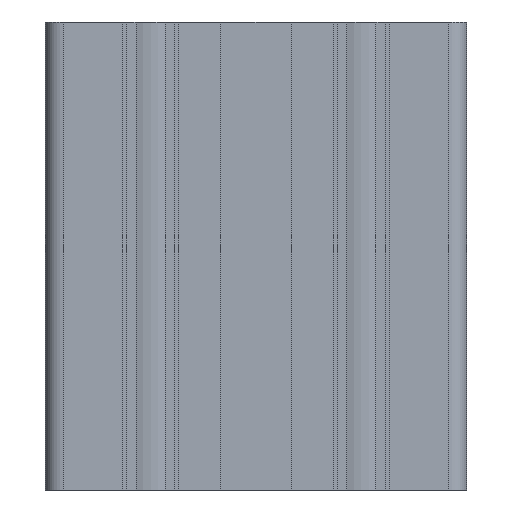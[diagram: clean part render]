
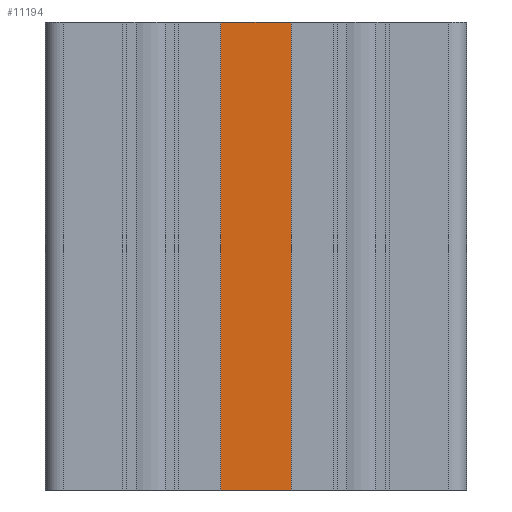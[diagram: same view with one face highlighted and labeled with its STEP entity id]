
A CAD part, left-side view. The second image highlights one B-rep face of the part: STEP entity #11194.
In plain terms, the highlighted planar face has unit normal (-1, 0, 0).
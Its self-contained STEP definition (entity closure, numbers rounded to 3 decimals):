
#4736=CARTESIAN_POINT('',(-44.0,-7.5,0.0));
#4737=VERTEX_POINT('',#4736);
#4744=CARTESIAN_POINT('',(-44.0,7.5,0.0));
#4745=VERTEX_POINT('',#4744);
#4746=CARTESIAN_POINT('',(-44.0,-7.5,0.0));
#4747=DIRECTION('',(0.0,1.0,0.0));
#4748=VECTOR('',#4747,15.0);
#4749=LINE('',#4746,#4748);
#4750=EDGE_CURVE('',#4737,#4745,#4749,.T.);
#11152=CARTESIAN_POINT('',(-44.0,-7.5,100.0));
#11153=VERTEX_POINT('',#11152);
#11160=CARTESIAN_POINT('',(-44.0,-7.5,0.0));
#11161=DIRECTION('',(0.0,0.0,1.0));
#11162=VECTOR('',#11161,100.0);
#11163=LINE('',#11160,#11162);
#11164=EDGE_CURVE('',#4737,#11153,#11163,.T.);
#11171=CARTESIAN_POINT('',(-44.0,-7.5,0.0));
#11172=DIRECTION('',(-1.0,0.0,0.0));
#11173=DIRECTION('',(0.0,0.0,1.0));
#11174=AXIS2_PLACEMENT_3D('',#11171,#11172,#11173);
#11175=PLANE('',#11174);
#11176=CARTESIAN_POINT('',(-44.0,7.5,100.0));
#11177=VERTEX_POINT('',#11176);
#11178=CARTESIAN_POINT('',(-44.0,-7.5,100.0));
#11179=DIRECTION('',(0.0,1.0,0.0));
#11180=VECTOR('',#11179,15.0);
#11181=LINE('',#11178,#11180);
#11182=EDGE_CURVE('',#11153,#11177,#11181,.T.);
#11183=ORIENTED_EDGE('',*,*,#11182,.T.);
#11184=CARTESIAN_POINT('',(-44.0,7.5,0.0));
#11185=DIRECTION('',(0.0,0.0,1.0));
#11186=VECTOR('',#11185,100.0);
#11187=LINE('',#11184,#11186);
#11188=EDGE_CURVE('',#4745,#11177,#11187,.T.);
#11189=ORIENTED_EDGE('',*,*,#11188,.F.);
#11190=ORIENTED_EDGE('',*,*,#4750,.F.);
#11191=ORIENTED_EDGE('',*,*,#11164,.T.);
#11192=EDGE_LOOP('',(#11183,#11189,#11190,#11191));
#11193=FACE_OUTER_BOUND('',#11192,.T.);
#11194=ADVANCED_FACE('',(#11193),#11175,.T.);
